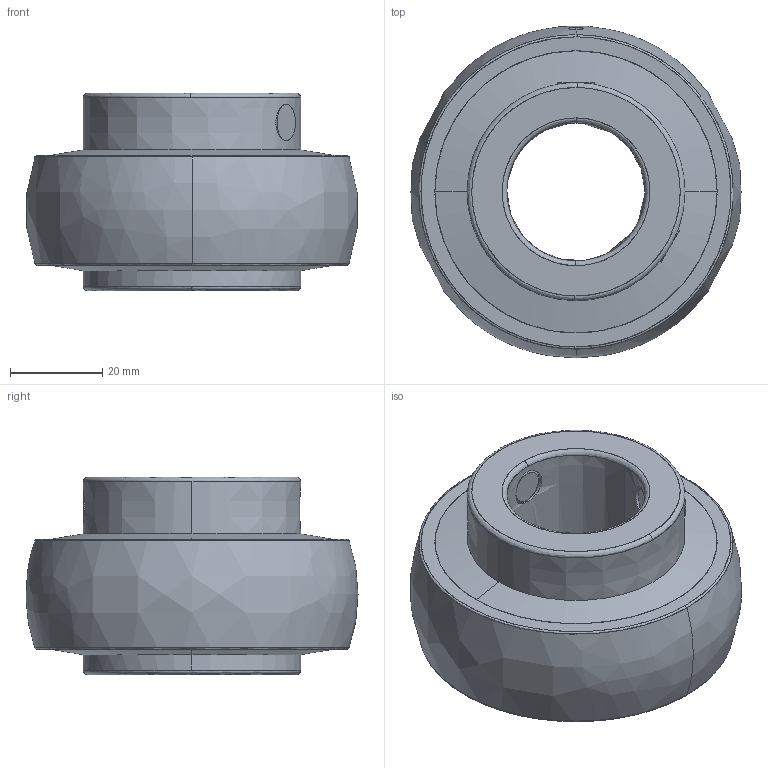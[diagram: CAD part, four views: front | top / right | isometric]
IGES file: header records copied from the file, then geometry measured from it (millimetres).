
Start section: SolidWorks IGES file using analytic representation for surfaces
Global section: file name: 53DEFAU0813121375795.igs; native system: SolidWorks 2017; preprocessor: SolidWorks 2017; author: partstream; date: 170813.012145; units: millimetre
Bounding box: 71.56 x 71.99 x 42.86 mm (x, y, z)
Surface area: 17667.4 mm2 (no closed solid volume)
Topology: 0 solids, 0 shells, 48 faces, 1121 edges, 1127 vertices
Faces by surface type: revolution 25, bspline 23
